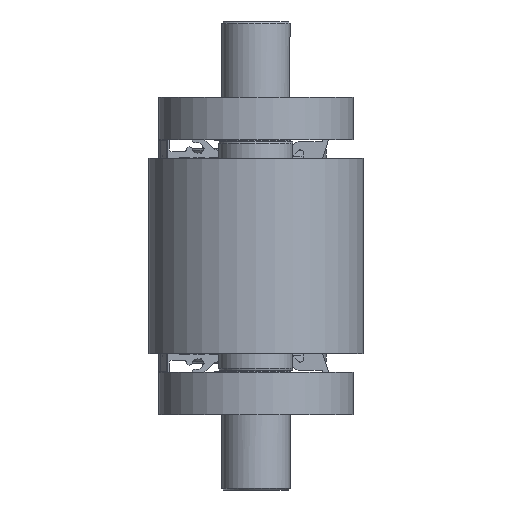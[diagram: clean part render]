
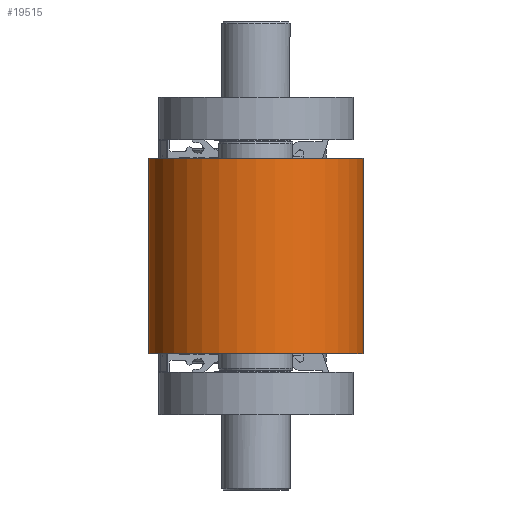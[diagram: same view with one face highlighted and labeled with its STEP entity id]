
A CAD part, left-side view. The second image highlights one B-rep face of the part: STEP entity #19515.
In plain terms, the highlighted cylindrical face has radius 55.115 mm (diameter 110.23 mm), a partial arc.
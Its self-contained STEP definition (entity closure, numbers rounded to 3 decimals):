
#1396=FACE_OUTER_BOUND('',#2397,.T.);
#2397=EDGE_LOOP('',(#12485,#12486,#12487,#12488));
#3637=LINE('',#28011,#5156);
#3638=LINE('',#28015,#5157);
#5156=VECTOR('',#22546,10.);
#5157=VECTOR('',#22551,10.);
#6666=CIRCLE('',#20540,55.115);
#6669=CIRCLE('',#20546,55.115);
#7642=VERTEX_POINT('',#27994);
#7643=VERTEX_POINT('',#27995);
#7648=VERTEX_POINT('',#28009);
#7649=VERTEX_POINT('',#28013);
#9572=EDGE_CURVE('',#7642,#7643,#6666,.T.);
#9580=EDGE_CURVE('',#7643,#7648,#3637,.T.);
#9581=EDGE_CURVE('',#7648,#7649,#6669,.T.);
#9582=EDGE_CURVE('',#7642,#7649,#3638,.T.);
#12485=ORIENTED_EDGE('',*,*,#9581,.T.);
#12486=ORIENTED_EDGE('',*,*,#9582,.F.);
#12487=ORIENTED_EDGE('',*,*,#9572,.T.);
#12488=ORIENTED_EDGE('',*,*,#9580,.T.);
#18242=CYLINDRICAL_SURFACE('',#20545,55.115);
#19515=ADVANCED_FACE('',(#1396),#18242,.T.);
#20540=AXIS2_PLACEMENT_3D('',#27996,#22531,#22532);
#20545=AXIS2_PLACEMENT_3D('',#28012,#22547,#22548);
#20546=AXIS2_PLACEMENT_3D('',#28014,#22549,#22550);
#22531=DIRECTION('center_axis',(0.,0.,
1.));
#22532=DIRECTION('ref_axis',(0.,1.,0.));
#22546=DIRECTION('',(0.,0.,1.));
#22547=DIRECTION('center_axis',(0.,0.,
1.));
#22548=DIRECTION('ref_axis',(0.,1.,0.));
#22549=DIRECTION('center_axis',(0.,0.,
-1.));
#22550=DIRECTION('ref_axis',(0.,1.,0.));
#22551=DIRECTION('',(0.,0.,1.));
#27994=CARTESIAN_POINT('',(-179.997,105.115,9.5));
#27995=CARTESIAN_POINT('',(-180.003,-5.115,9.5));
#27996=CARTESIAN_POINT('Origin',(-180.,50.,9.5));
#28009=CARTESIAN_POINT('',(-180.003,-5.115,109.5));
#28011=CARTESIAN_POINT('',(-180.003,-5.115,59.5));
#28012=CARTESIAN_POINT('Origin',(-180.,50.,59.5));
#28013=CARTESIAN_POINT('',(-179.997,105.115,109.5));
#28014=CARTESIAN_POINT('Origin',(-180.,50.,109.5));
#28015=CARTESIAN_POINT('',(-179.997,105.115,59.5));
